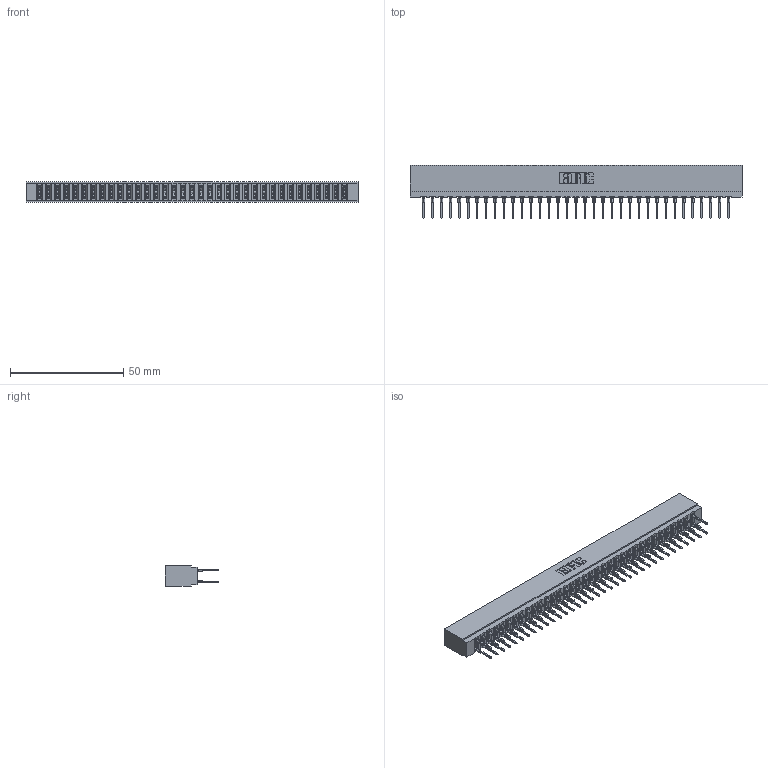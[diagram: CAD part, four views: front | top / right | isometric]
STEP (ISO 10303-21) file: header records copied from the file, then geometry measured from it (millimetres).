
FILE_DESCRIPTION (( 'STEP AP203' ), '1' );
FILE_NAME ('717-070-522-201.STEP', '2026-02-20T19:00:14', ( '' ), ( '' ), 'SwSTEP 2.0', 'SolidWorks 2023', '' );
FILE_SCHEMA (( 'CONFIG_CONTROL_DESIGN' ));
Length unit declared in the file: millimetre
Products named in the file (3): 745-292-001_522; 717 Part_Insulator Option - 06; 717-070-522-201
Assembly tree (71 placements, depth 2):
  717-070-522-201
    717 Part_Insulator Option - 06
    745-292-001_522  x70
Bounding box: 146.56 x 23.48 x 8.89 mm (x, y, z)
Volume: 12802.1 mm3; surface area: 19766.8 mm2
Topology: 71 solids, 71 shells, 6394 faces, 17191 edges, 10806 vertices
Faces by surface type: plane 3309, bspline 1400, cylinder 1265, torus 420
Entity records: 60965 total; most frequent: CARTESIAN_POINT 11087, ORIENTED_EDGE 10508, DIRECTION 9180, EDGE_CURVE 5254, VECTOR 4862, LINE 4862, VERTEX_POINT 3354, AXIS2_PLACEMENT_3D 2159
